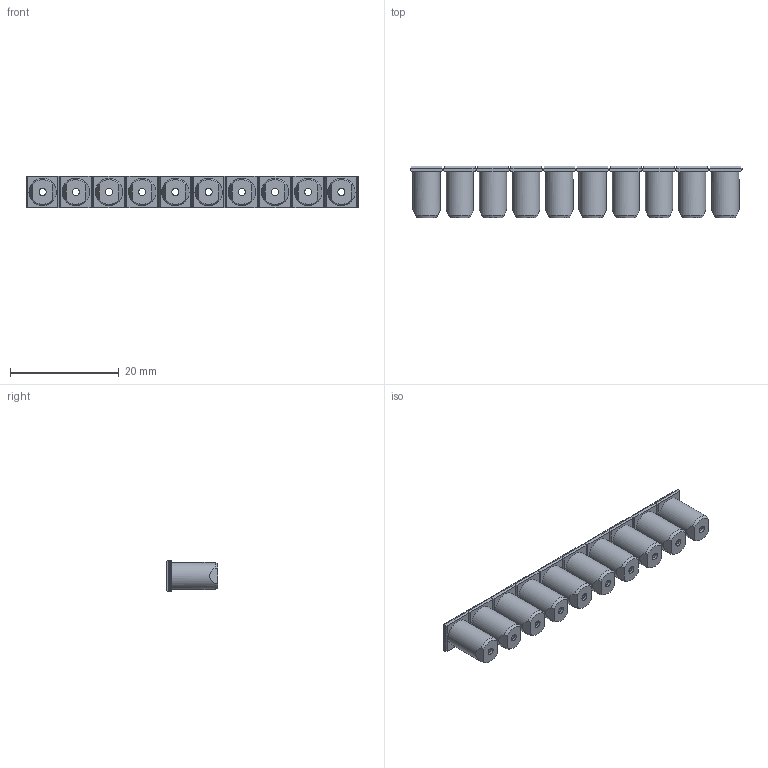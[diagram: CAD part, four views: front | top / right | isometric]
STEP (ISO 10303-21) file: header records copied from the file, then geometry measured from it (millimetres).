
FILE_DESCRIPTION(/* description */ (''),/* implementation_level */ '2;1');
FILE_NAME(/* name */ '3755_ZRH4_0,75-1,0_iso.stp',/* time_stamp */ '2011-08-05T10:13:06+02:00',/* author */ (''),/* organization */ (''),/* preprocessor_version */ 'ST-DEVELOPER v11',/* originating_system */ 'SIEMENS UGS NX 6.0',/* authorisation */ '');
FILE_SCHEMA (('CONFIG_CONTROL_DESIGN'));
Length unit declared in the file: millimetre
Products named in the file (1): 3755_ZRH4_0,75-1,0_iso
Bounding box: 61 x 9.5 x 5.8 mm (x, y, z)
Volume: 1310.5 mm3; surface area: 2933.6 mm2
Topology: 1 solids, 1 shells, 206 faces, 532 edges, 338 vertices
Faces by surface type: plane 125, cylinder 41, cone 40
Full cylindrical faces by diameter (mm): 1.3 x10, 3.3 x10, 5 x10
Entity records: 6144 total; most frequent: CARTESIAN_POINT 1327, ORIENTED_EDGE 944, DIRECTION 928, EDGE_CURVE 472, AXIS2_PLACEMENT_3D 329, VERTEX_POINT 328, EDGE_LOOP 286, LINE 270
